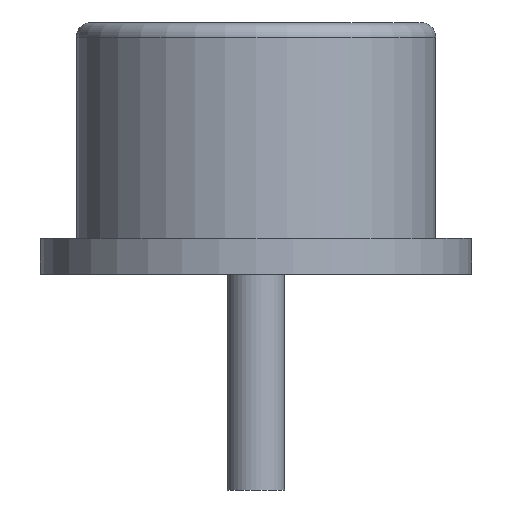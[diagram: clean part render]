
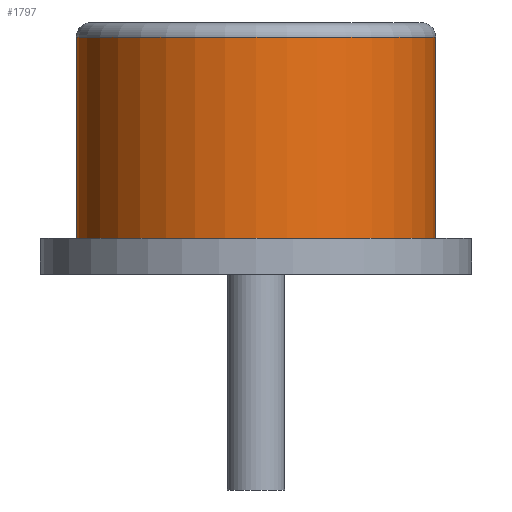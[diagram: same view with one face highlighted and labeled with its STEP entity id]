
A CAD part, front view. The second image highlights one B-rep face of the part: STEP entity #1797.
In plain terms, the highlighted cylindrical face has radius 2.5 mm (diameter 5 mm), a partial arc.
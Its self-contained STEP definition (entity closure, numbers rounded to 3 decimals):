
#21=CYLINDRICAL_SURFACE('',#1879,2.5);
#43=CIRCLE('',#1865,2.5);
#47=CIRCLE('',#1874,2.5);
#212=FACE_OUTER_BOUND('',#333,.T.);
#333=EDGE_LOOP('',(#1628,#1629,#1630,#1631));
#556=LINE('',#3406,#697);
#565=LINE('',#3433,#706);
#697=VECTOR('',#2148,2.8);
#706=VECTOR('',#2181,2.8);
#867=VERTEX_POINT('',#3392);
#868=VERTEX_POINT('',#3396);
#870=VERTEX_POINT('',#3404);
#876=VERTEX_POINT('',#3421);
#1112=EDGE_CURVE('',#868,#867,#43,.T.);
#1116=EDGE_CURVE('',#868,#870,#556,.T.);
#1124=EDGE_CURVE('',#876,#870,#47,.T.);
#1129=EDGE_CURVE('',#867,#876,#565,.T.);
#1628=ORIENTED_EDGE('',*,*,#1112,.F.);
#1629=ORIENTED_EDGE('',*,*,#1116,.T.);
#1630=ORIENTED_EDGE('',*,*,#1124,.F.);
#1631=ORIENTED_EDGE('',*,*,#1129,.F.);
#1797=ADVANCED_FACE('',(#212),#21,.T.);
#1865=AXIS2_PLACEMENT_3D('',#3398,#2139,#2140);
#1874=AXIS2_PLACEMENT_3D('',#3423,#2165,#2166);
#1879=AXIS2_PLACEMENT_3D('',#3432,#2179,#2180);
#2139=DIRECTION('center_axis',(0.,0.,1.));
#2140=DIRECTION('ref_axis',(0.,-1.,0.));
#2148=DIRECTION('',(0.,0.,-1.));
#2165=DIRECTION('center_axis',(0.,0.,-1.));
#2166=DIRECTION('ref_axis',(1.,0.,0.));
#2179=DIRECTION('center_axis',(0.,0.,-1.));
#2180=DIRECTION('ref_axis',(1.,0.,0.));
#2181=DIRECTION('',(0.,0.,-1.));
#3392=CARTESIAN_POINT('',(2.5,-0.71,3.5));
#3396=CARTESIAN_POINT('',(-2.5,-0.71,3.5));
#3398=CARTESIAN_POINT('Origin',(0.,-0.71,3.5));
#3404=CARTESIAN_POINT('',(-2.5,-0.71,0.7));
#3406=CARTESIAN_POINT('',(-2.5,-0.71,3.7));
#3421=CARTESIAN_POINT('',(2.5,-0.71,0.7));
#3423=CARTESIAN_POINT('Origin',(0.,-0.71,0.7));
#3432=CARTESIAN_POINT('Origin',(0.,-0.71,3.7));
#3433=CARTESIAN_POINT('',(2.5,-0.71,3.7));
